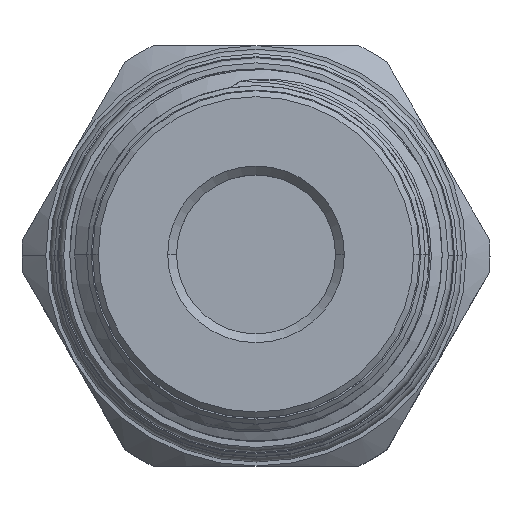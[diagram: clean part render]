
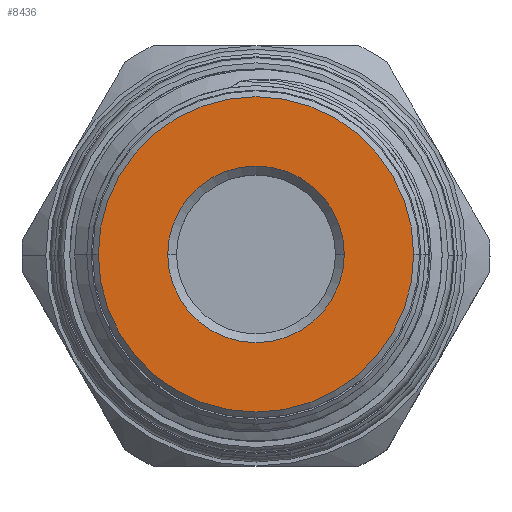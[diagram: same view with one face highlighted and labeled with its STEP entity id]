
A CAD part, top view. The second image highlights one B-rep face of the part: STEP entity #8436.
In plain terms, the highlighted planar face has unit normal (0, 0, 1).
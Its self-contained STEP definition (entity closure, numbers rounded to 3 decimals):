
#629 = VERTEX_POINT ( 'NONE', #3964 ) ;
#1282 = CARTESIAN_POINT ( 'NONE',  ( 0., 0., 63.635 ) ) ;
#1304 = DIRECTION ( 'NONE',  ( -1., 0., 0. ) ) ;
#1382 = CIRCLE ( 'NONE', #8752, 10.715 ) ;
#1781 = EDGE_LOOP ( 'NONE', ( #2086, #2621 ) ) ;
#2086 = ORIENTED_EDGE ( 'NONE', *, *, #6801, .T. ) ;
#2162 = PLANE ( 'NONE',  #7453 ) ;
#2181 = DIRECTION ( 'NONE',  ( -1., 0., 0. ) ) ;
#2233 = EDGE_CURVE ( 'NONE', #3015, #5081, #6161, .T. ) ;
#2303 = FACE_OUTER_BOUND ( 'NONE', #1781, .T. ) ;
#2415 = CARTESIAN_POINT ( 'NONE',  ( 0., 0., 63.635 ) ) ;
#2429 = AXIS2_PLACEMENT_3D ( 'NONE', #2995, #4476, #6059 ) ;
#2621 = ORIENTED_EDGE ( 'NONE', *, *, #5753, .T. ) ;
#2901 = VERTEX_POINT ( 'NONE', #8323 ) ;
#2995 = CARTESIAN_POINT ( 'NONE',  ( 0., 0., 63.635 ) ) ;
#3015 = VERTEX_POINT ( 'NONE', #8421 ) ;
#3416 = CIRCLE ( 'NONE', #5930, 6. ) ;
#3546 = DIRECTION ( 'NONE',  ( 0., 0., -1. ) ) ;
#3964 = CARTESIAN_POINT ( 'NONE',  ( 10.715, 0., 63.635 ) ) ;
#4034 = EDGE_CURVE ( 'NONE', #5081, #3015, #3416, .T. ) ;
#4098 = DIRECTION ( 'NONE',  ( -1., 0., 0. ) ) ;
#4476 = DIRECTION ( 'NONE',  ( 0., 0., 1. ) ) ;
#5081 = VERTEX_POINT ( 'NONE', #5888 ) ;
#5177 = CARTESIAN_POINT ( 'NONE',  ( 0., 0., 63.635 ) ) ;
#5524 = EDGE_LOOP ( 'NONE', ( #5885, #7730 ) ) ;
#5753 = EDGE_CURVE ( 'NONE', #629, #2901, #1382, .T. ) ;
#5837 = FACE_BOUND ( 'NONE', #5524, .T. ) ;
#5885 = ORIENTED_EDGE ( 'NONE', *, *, #4034, .T. ) ;
#5888 = CARTESIAN_POINT ( 'NONE',  ( 6., 0., 63.635 ) ) ;
#5930 = AXIS2_PLACEMENT_3D ( 'NONE', #1282, #3546, #4098 ) ;
#5940 = DIRECTION ( 'NONE',  ( 0., 0., 1. ) ) ;
#6059 = DIRECTION ( 'NONE',  ( -1., 0., 0. ) ) ;
#6161 = CIRCLE ( 'NONE', #6641, 6. ) ;
#6619 = CARTESIAN_POINT ( 'NONE',  ( 0., 0., 63.635 ) ) ;
#6641 = AXIS2_PLACEMENT_3D ( 'NONE', #2415, #7154, #7190 ) ;
#6801 = EDGE_CURVE ( 'NONE', #2901, #629, #9314, .T. ) ;
#7154 = DIRECTION ( 'NONE',  ( 0., 0., -1. ) ) ;
#7190 = DIRECTION ( 'NONE',  ( -1., 0., 0. ) ) ;
#7433 = DIRECTION ( 'NONE',  ( 0., 0., -1. ) ) ;
#7453 = AXIS2_PLACEMENT_3D ( 'NONE', #6619, #7433, #1304 ) ;
#7730 = ORIENTED_EDGE ( 'NONE', *, *, #2233, .T. ) ;
#8323 = CARTESIAN_POINT ( 'NONE',  ( -10.715, 0., 63.635 ) ) ;
#8421 = CARTESIAN_POINT ( 'NONE',  ( -6., 0., 63.635 ) ) ;
#8436 = ADVANCED_FACE ( 'NONE', ( #5837, #2303 ), #2162, .F. ) ;
#8752 = AXIS2_PLACEMENT_3D ( 'NONE', #5177, #5940, #2181 ) ;
#9314 = CIRCLE ( 'NONE', #2429, 10.715 ) ;
